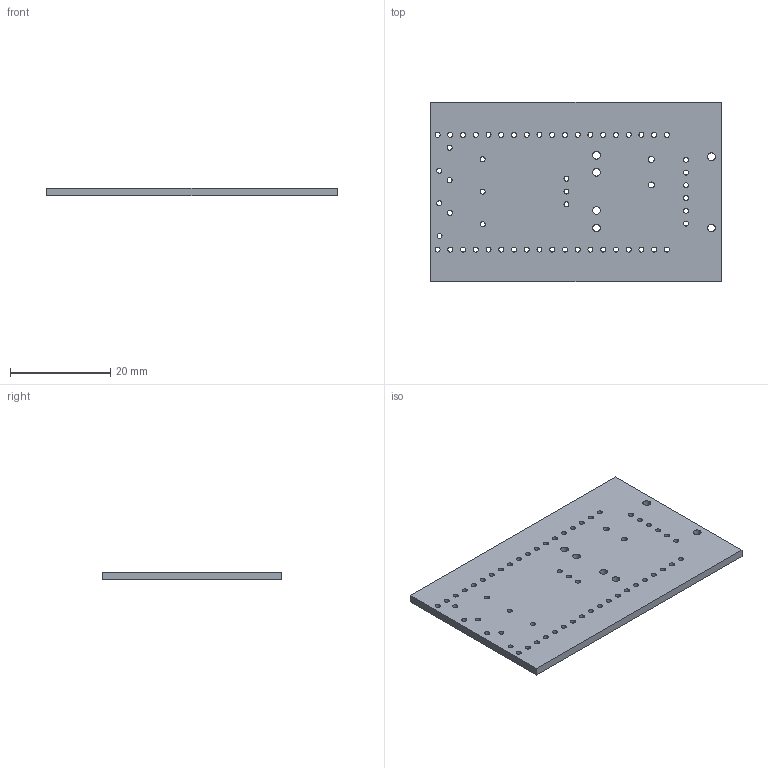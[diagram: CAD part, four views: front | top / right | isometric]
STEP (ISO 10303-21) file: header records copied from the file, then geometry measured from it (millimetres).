
FILE_DESCRIPTION(('KiCad electronic assembly'),'2;1');
FILE_NAME('Intervalometer.step','2023-03-09T20:26:51',('Pcbnew'),( 'Kicad'),'Open CASCADE STEP processor 7.6','KiCad to STEP converter' ,'Unknown');
FILE_SCHEMA(('AUTOMOTIVE_DESIGN { 1 0 10303 214 1 1 1 1 }'));
Length unit declared in the file: millimetre
Products named in the file (2): Intervalometer 1; PCB
Assembly tree (1 placements, depth 2):
  Intervalometer 1
    PCB
Bounding box: 57.87 x 35.72 x 1.58 mm (x, y, z)
Volume: 3174.2 mm3; surface area: 4654.8 mm2
Topology: 1 solids, 1 shells, 108 faces, 318 edges, 212 vertices
Faces by surface type: cylinder 102, plane 6
Full cylindrical faces by diameter (mm): 1 x18, 1.2 x2, 1.54 x6
Entity records: 8699 total; most frequent: CARTESIAN_POINT 2576, DIRECTION 1098, ORIENTED_EDGE 636, PCURVE 636, DEFINITIONAL_REPRESENTATION 636, LINE 470, VECTOR 470, EDGE_CURVE 318
